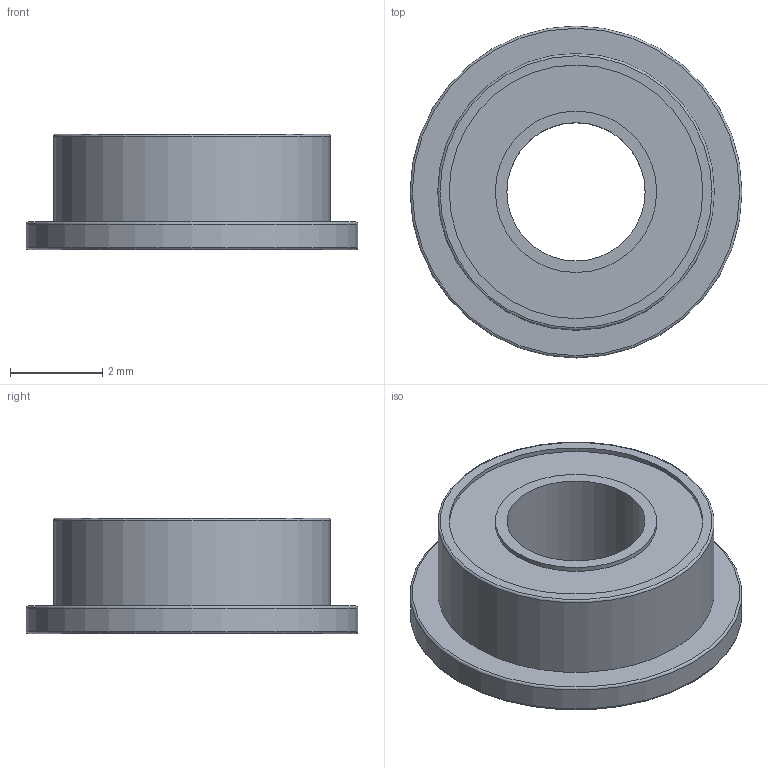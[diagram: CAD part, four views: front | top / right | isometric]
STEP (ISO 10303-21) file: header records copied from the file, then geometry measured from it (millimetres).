
FILE_DESCRIPTION(/* description */ (''),/* implementation_level */ '2;1');
FILE_NAME(/* name */ 'MF63zz 3x6x2.5mm Flanged Bearing.step',/* time_stamp */ '2022-06-01T16:11:08+01:00',/* author */ (''),/* organization */ (''),/* preprocessor_version */ 'ST-DEVELOPER v19',/* originating_system */ 'Autodesk Translation Framework v11.7.0.108',/* authorisation */ '');
FILE_SCHEMA (('AUTOMOTIVE_DESIGN { 1 0 10303 214 3 1 1 }'));
Length unit declared in the file: millimetre
Products named in the file (1): MF63zz 3x6x2.5mm Bearing
Bounding box: 7.2 x 7.2 x 2.5 mm (x, y, z)
Volume: 57.6 mm3; surface area: 144.5 mm2
Topology: 1 solids, 1 shells, 17 faces, 27 edges, 17 vertices
Faces by surface type: cylinder 7, plane 7, torus 3
Full cylindrical faces by diameter (mm): 3 x1, 3.5 x2, 5.5 x2, 6 x1, 7.2 x1
Entity records: 458 total; most frequent: DIRECTION 83, CARTESIAN_POINT 62, ORIENTED_EDGE 54, AXIS2_PLACEMENT_3D 38, EDGE_CURVE 27, EDGE_LOOP 24, CIRCLE 20, FACE_OUTER_BOUND 17
